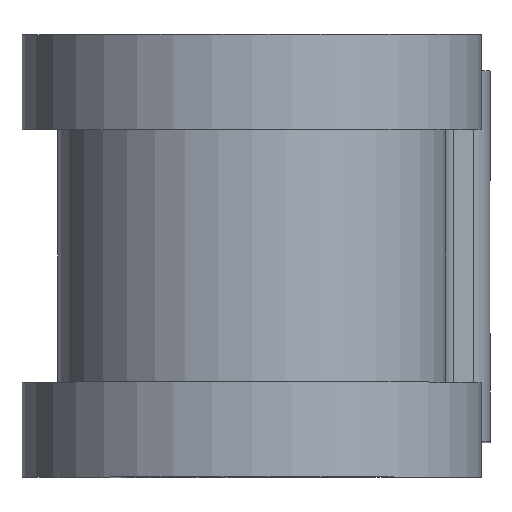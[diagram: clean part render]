
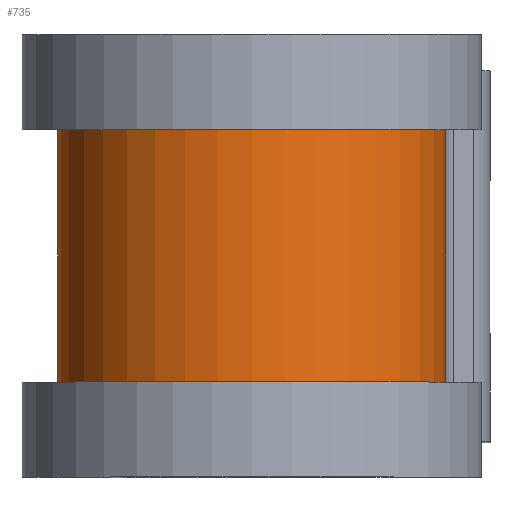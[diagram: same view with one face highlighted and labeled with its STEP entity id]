
A CAD part, top view. The second image highlights one B-rep face of the part: STEP entity #735.
In plain terms, the highlighted cylindrical face has radius 8.293 mm (diameter 16.586 mm), a partial arc.
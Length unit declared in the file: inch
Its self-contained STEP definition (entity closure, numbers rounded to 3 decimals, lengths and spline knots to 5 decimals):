
#9 = CIRCLE ( 'NONE', #642, 0.3265 ) ;
#106 = CARTESIAN_POINT ( 'NONE',  ( 0.3265, 0.3125, 0. ) ) ;
#114 = CARTESIAN_POINT ( 'NONE',  ( 0., 0.2125, -0.3265 ) ) ;
#128 = FACE_OUTER_BOUND ( 'NONE', #527, .T. ) ;
#147 = DIRECTION ( 'NONE',  ( 0., -1., 0. ) ) ;
#206 = VERTEX_POINT ( 'NONE', #721 ) ;
#218 = DIRECTION ( 'NONE',  ( 0., -1., 0. ) ) ;
#236 = CARTESIAN_POINT ( 'NONE',  ( 0., 0.3125, -0.3265 ) ) ;
#278 = EDGE_CURVE ( 'NONE', #206, #904, #316, .T. ) ;
#316 = LINE ( 'NONE', #106, #1740 ) ;
#383 = ORIENTED_EDGE ( 'NONE', *, *, #1622, .T. ) ;
#385 = CARTESIAN_POINT ( 'NONE',  ( 0., -0.2125, 0. ) ) ;
#393 = AXIS2_PLACEMENT_3D ( 'NONE', #937, #1699, #698 ) ;
#405 = DIRECTION ( 'NONE',  ( 0., -1., 0. ) ) ;
#433 = CYLINDRICAL_SURFACE ( 'NONE', #393, 0.3265 ) ;
#471 = VERTEX_POINT ( 'NONE', #1066 ) ;
#515 = DIRECTION ( 'NONE',  ( 0., 0., -1. ) ) ;
#527 = EDGE_LOOP ( 'NONE', ( #708, #383, #1244, #1745 ) ) ;
#642 = AXIS2_PLACEMENT_3D ( 'NONE', #903, #147, #1032 ) ;
#676 = AXIS2_PLACEMENT_3D ( 'NONE', #385, #1281, #515 ) ;
#698 = DIRECTION ( 'NONE',  ( 0., 0., -1. ) ) ;
#708 = ORIENTED_EDGE ( 'NONE', *, *, #278, .F. ) ;
#721 = CARTESIAN_POINT ( 'NONE',  ( 0.3265, 0.2125, 0. ) ) ;
#735 = ADVANCED_FACE ( 'NONE', ( #128 ), #433, .T. ) ;
#819 = VECTOR ( 'NONE', #405, 39.37008 ) ;
#903 = CARTESIAN_POINT ( 'NONE',  ( 0., 0.2125, 0. ) ) ;
#904 = VERTEX_POINT ( 'NONE', #1307 ) ;
#937 = CARTESIAN_POINT ( 'NONE',  ( 0., 0.3125, 0. ) ) ;
#1010 = VERTEX_POINT ( 'NONE', #114 ) ;
#1027 = EDGE_CURVE ( 'NONE', #1010, #471, #1160, .T. ) ;
#1032 = DIRECTION ( 'NONE',  ( 0., 0., -1. ) ) ;
#1066 = CARTESIAN_POINT ( 'NONE',  ( 0., -0.2125, -0.3265 ) ) ;
#1160 = LINE ( 'NONE', #236, #819 ) ;
#1244 = ORIENTED_EDGE ( 'NONE', *, *, #1027, .T. ) ;
#1281 = DIRECTION ( 'NONE',  ( 0., -1., 0. ) ) ;
#1307 = CARTESIAN_POINT ( 'NONE',  ( 0.3265, -0.2125, 0. ) ) ;
#1367 = CIRCLE ( 'NONE', #676, 0.3265 ) ;
#1518 = EDGE_CURVE ( 'NONE', #904, #471, #1367, .T. ) ;
#1622 = EDGE_CURVE ( 'NONE', #206, #1010, #9, .T. ) ;
#1699 = DIRECTION ( 'NONE',  ( 0., -1., 0. ) ) ;
#1740 = VECTOR ( 'NONE', #218, 39.37008 ) ;
#1745 = ORIENTED_EDGE ( 'NONE', *, *, #1518, .F. ) ;
